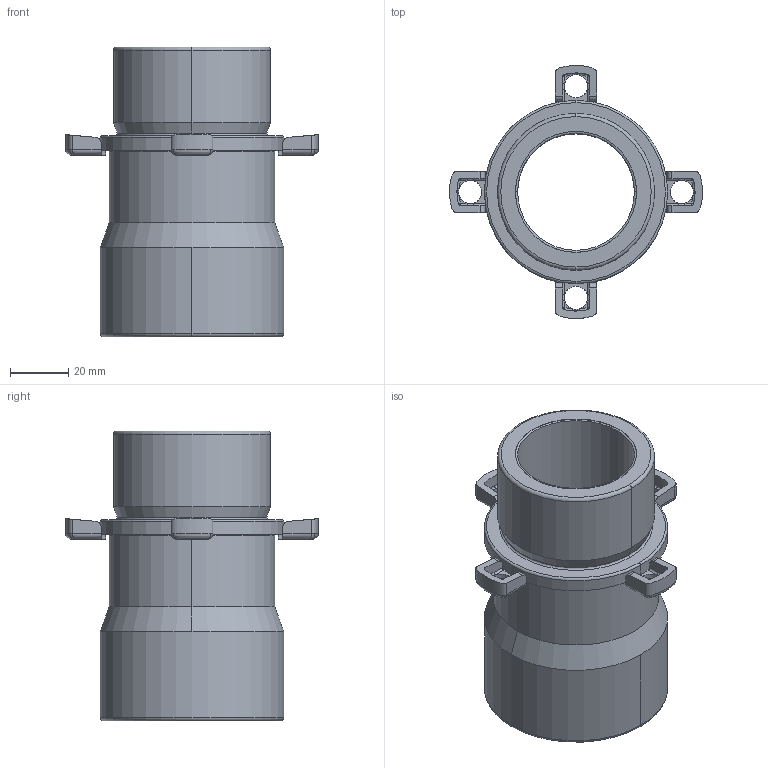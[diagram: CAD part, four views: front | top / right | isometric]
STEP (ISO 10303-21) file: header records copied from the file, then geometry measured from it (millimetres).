
FILE_DESCRIPTION (( 'STEP AP214' ), '1' );
FILE_NAME ('DieSetBearing_719106034E.step', '2022-02-26T14:58:59', ( 'localadmin' ), ( 'BOXX Technologies, Inc.' ), 'SwSTEP 2.0', 'SolidWorks 2019', '' );
FILE_SCHEMA (( 'AUTOMOTIVE_DESIGN' ));
Length unit declared in the file: inch
Products named in the file (3): 3hGoeqC89V_CADModel_0; DieSetBearing_719106034E
Assembly tree (1 placements, depth 2):
  DieSetBearing_719106034E
    3hGoeqC89V_CADModel_0
  3hGoeqC89V_CADModel_0
Bounding box: 86.9 x 86.9 x 99.62 mm (x, y, z)
Volume: 143830.6 mm3; surface area: 63826.8 mm2
Topology: 6 solids, 6 shells, 194 faces, 482 edges, 280 vertices
Faces by surface type: cylinder 66, plane 56, bspline 40, torus 20, sphere 8, cone 4
Entity records: 12272 total; most frequent: CARTESIAN_POINT 5257, ORIENTED_EDGE 932, DIRECTION 896, EDGE_CURVE 466, AXIS2_PLACEMENT_3D 355, VERTEX_POINT 280, UNCERTAINTY_MEASURE_WITH_UNIT 203, DIMENSIONAL_EXPONENTS 203
